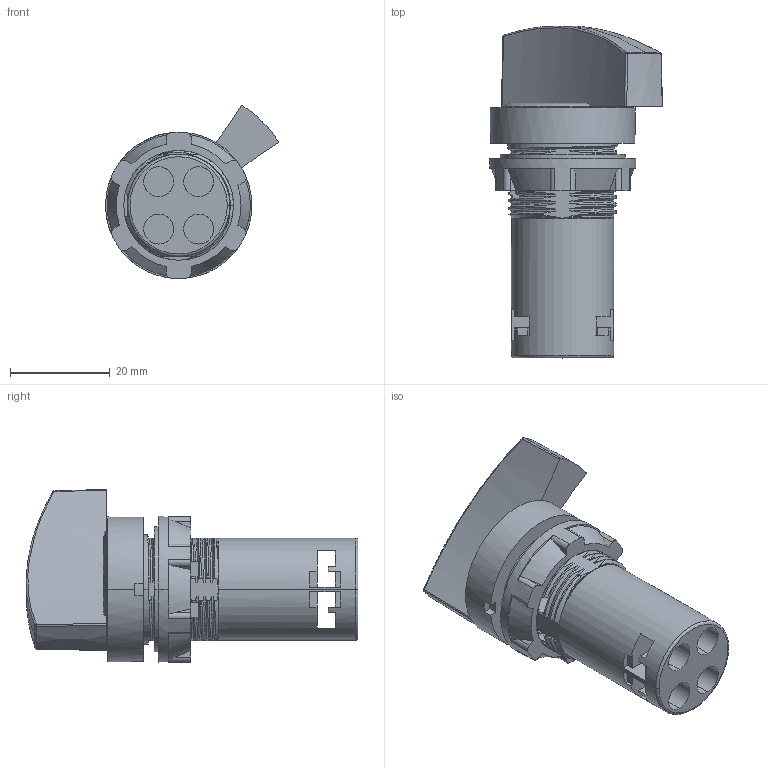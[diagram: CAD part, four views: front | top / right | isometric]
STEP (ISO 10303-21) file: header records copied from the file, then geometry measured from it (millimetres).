
FILE_DESCRIPTION((''),'2;1');
FILE_NAME('LA167-B7-EJ21','2023-10-25T',('Administrator'),('zyb.com'),'PRO/ENGINEER BY PARAMETRIC TECHNOLOGY CORPORATION, 2010280','PRO/ENGINEER BY PARAMETRIC TECHNOLOGY CORPORATION, 2010280','');
FILE_SCHEMA(('CONFIG_CONTROL_DESIGN'));
Products named in the file (1): LA167-B7-EJ21
Bounding box: 34.65 x 66.5 x 34.65 mm (x, y, z)
Volume: 22663.1 mm3; surface area: 9408.3 mm2
Topology: 1 solids, 1 shells, 385 faces, 1175 edges, 769 vertices
Faces by surface type: bspline 153, plane 141, cylinder 61, cone 16, sphere 8, torus 6
Entity records: 49489 total; most frequent: CARTESIAN_POINT 40208, ORIENTED_EDGE 2346, DIRECTION 1301, EDGE_CURVE 1173, VERTEX_POINT 769, B_SPLINE_CURVE_WITH_KNOTS 526, VECTOR 457, LINE 457
